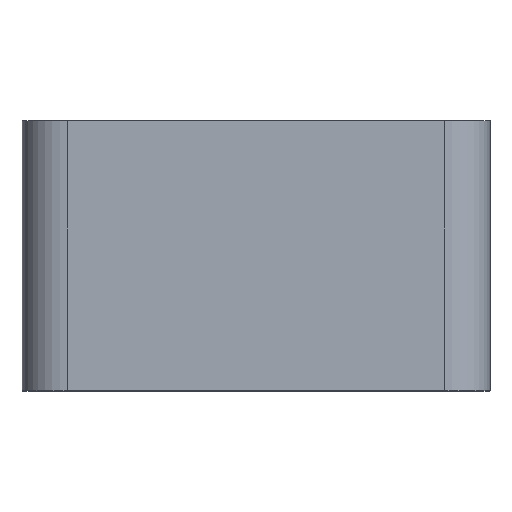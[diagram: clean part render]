
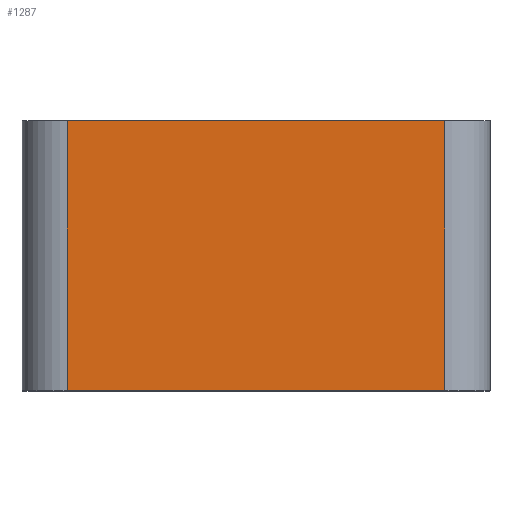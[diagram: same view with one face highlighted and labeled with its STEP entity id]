
A CAD part, top view. The second image highlights one B-rep face of the part: STEP entity #1287.
In plain terms, the highlighted planar face has unit normal (0, 0, 1).
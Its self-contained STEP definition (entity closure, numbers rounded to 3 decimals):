
#303 = LINE ( 'NONE', #2434, #4069 ) ;
#490 = DIRECTION ( 'NONE',  ( 1., 0., 0. ) ) ;
#843 = VERTEX_POINT ( 'NONE', #5777 ) ;
#852 = VECTOR ( 'NONE', #490, 1000. ) ;
#1287 = ADVANCED_FACE ( 'NONE', ( #3589 ), #1602, .F. ) ;
#1385 = ORIENTED_EDGE ( 'NONE', *, *, #5856, .T. ) ;
#1602 = PLANE ( 'NONE',  #2958 ) ;
#1966 = LINE ( 'NONE', #4140, #2438 ) ;
#2344 = ORIENTED_EDGE ( 'NONE', *, *, #4897, .T. ) ;
#2434 = CARTESIAN_POINT ( 'NONE',  ( 41.5, 29.7, 51.5 ) ) ;
#2438 = VECTOR ( 'NONE', #3526, 1000. ) ;
#2673 = LINE ( 'NONE', #2740, #5667 ) ;
#2740 = CARTESIAN_POINT ( 'NONE',  ( -41.5, 29.7, 51.5 ) ) ;
#2958 = AXIS2_PLACEMENT_3D ( 'NONE', #5734, #6839, #6360 ) ;
#3076 = EDGE_CURVE ( 'NONE', #843, #6465, #1966, .T. ) ;
#3167 = VERTEX_POINT ( 'NONE', #3771 ) ;
#3329 = CARTESIAN_POINT ( 'NONE',  ( 41.5, 29.7, 51.5 ) ) ;
#3526 = DIRECTION ( 'NONE',  ( 1., 0., 0. ) ) ;
#3589 = FACE_OUTER_BOUND ( 'NONE', #6668, .T. ) ;
#3633 = LINE ( 'NONE', #5181, #852 ) ;
#3702 = VERTEX_POINT ( 'NONE', #5151 ) ;
#3771 = CARTESIAN_POINT ( 'NONE',  ( -41.5, -29.7, 51.5 ) ) ;
#4069 = VECTOR ( 'NONE', #6663, 1000. ) ;
#4140 = CARTESIAN_POINT ( 'NONE',  ( 51.5, 29.7, 51.5 ) ) ;
#4617 = EDGE_CURVE ( 'NONE', #3702, #6465, #303, .T. ) ;
#4897 = EDGE_CURVE ( 'NONE', #3167, #3702, #3633, .T. ) ;
#5151 = CARTESIAN_POINT ( 'NONE',  ( 41.5, -29.7, 51.5 ) ) ;
#5181 = CARTESIAN_POINT ( 'NONE',  ( 51.5, -29.7, 51.5 ) ) ;
#5300 = DIRECTION ( 'NONE',  ( 0., -1., 0. ) ) ;
#5388 = ORIENTED_EDGE ( 'NONE', *, *, #3076, .F. ) ;
#5667 = VECTOR ( 'NONE', #5300, 1000. ) ;
#5734 = CARTESIAN_POINT ( 'NONE',  ( 51.5, 29.7, 51.5 ) ) ;
#5777 = CARTESIAN_POINT ( 'NONE',  ( -41.5, 29.7, 51.5 ) ) ;
#5856 = EDGE_CURVE ( 'NONE', #843, #3167, #2673, .T. ) ;
#6360 = DIRECTION ( 'NONE',  ( -1., 0., 0. ) ) ;
#6465 = VERTEX_POINT ( 'NONE', #3329 ) ;
#6663 = DIRECTION ( 'NONE',  ( 0., 1., 0. ) ) ;
#6668 = EDGE_LOOP ( 'NONE', ( #2344, #6670, #5388, #1385 ) ) ;
#6670 = ORIENTED_EDGE ( 'NONE', *, *, #4617, .T. ) ;
#6839 = DIRECTION ( 'NONE',  ( 0., 0., -1. ) ) ;
